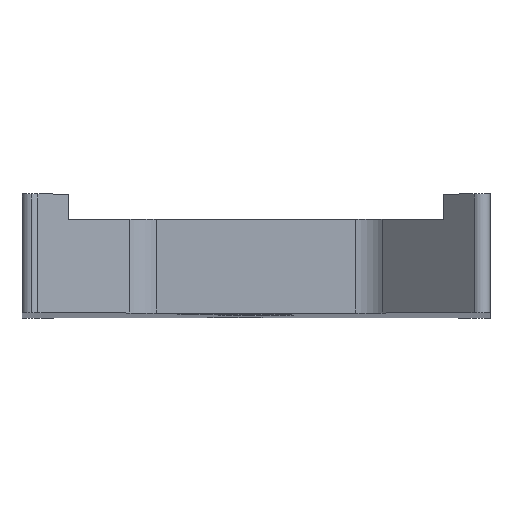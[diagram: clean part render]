
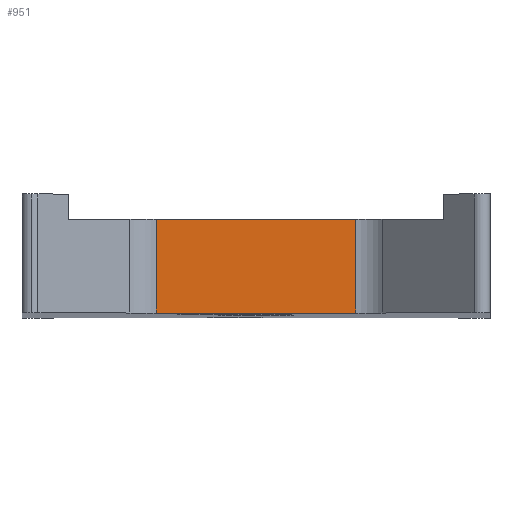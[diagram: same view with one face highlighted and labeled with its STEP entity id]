
A CAD part, top view. The second image highlights one B-rep face of the part: STEP entity #951.
In plain terms, the highlighted planar face has unit normal (0, 0, 1).
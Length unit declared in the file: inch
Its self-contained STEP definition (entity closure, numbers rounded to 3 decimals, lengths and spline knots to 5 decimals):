
#24 = ORIENTED_EDGE ( 'NONE', *, *, #487, .F. ) ;
#86 = ORIENTED_EDGE ( 'NONE', *, *, #775, .T. ) ;
#97 = CARTESIAN_POINT ( 'NONE',  ( 0.28262, 0., 8.81102 ) ) ;
#104 = CARTESIAN_POINT ( 'NONE',  ( 0., 0.19685, 8.81102 ) ) ;
#135 = CARTESIAN_POINT ( 'NONE',  ( 0., 0., 8.81102 ) ) ;
#152 = CARTESIAN_POINT ( 'NONE',  ( 0.28262, 0.19685, 8.81102 ) ) ;
#159 = EDGE_CURVE ( 'NONE', #650, #770, #212, .T. ) ;
#168 = DIRECTION ( 'NONE',  ( 0., -1., 0. ) ) ;
#199 = LINE ( 'NONE', #104, #881 ) ;
#203 = VERTEX_POINT ( 'NONE', #588 ) ;
#211 = ORIENTED_EDGE ( 'NONE', *, *, #159, .T. ) ;
#212 = LINE ( 'NONE', #660, #717 ) ;
#213 = DIRECTION ( 'NONE',  ( 1., 0., 0. ) ) ;
#250 = VECTOR ( 'NONE', #456, 39.37008 ) ;
#266 = ORIENTED_EDGE ( 'NONE', *, *, #903, .F. ) ;
#388 = LINE ( 'NONE', #701, #998 ) ;
#456 = DIRECTION ( 'NONE',  ( -1., 0., 0. ) ) ;
#457 = PLANE ( 'NONE',  #462 ) ;
#462 = AXIS2_PLACEMENT_3D ( 'NONE', #619, #1009, #213 ) ;
#470 = CARTESIAN_POINT ( 'NONE',  ( 0.70164, 0., 8.81102 ) ) ;
#487 = EDGE_CURVE ( 'NONE', #1045, #770, #1035, .T. ) ;
#588 = CARTESIAN_POINT ( 'NONE',  ( 0.70164, 0.19685, 8.81102 ) ) ;
#602 = DIRECTION ( 'NONE',  ( -1., 0., 0. ) ) ;
#619 = CARTESIAN_POINT ( 'NONE',  ( 0., 6.70177, 8.81102 ) ) ;
#650 = VERTEX_POINT ( 'NONE', #152 ) ;
#660 = CARTESIAN_POINT ( 'NONE',  ( 0.28262, 6.70177, 8.81102 ) ) ;
#701 = CARTESIAN_POINT ( 'NONE',  ( 0.70164, 6.70177, 8.81102 ) ) ;
#717 = VECTOR ( 'NONE', #168, 39.37008 ) ;
#751 = EDGE_LOOP ( 'NONE', ( #266, #86, #211, #24 ) ) ;
#770 = VERTEX_POINT ( 'NONE', #97 ) ;
#775 = EDGE_CURVE ( 'NONE', #203, #650, #199, .T. ) ;
#811 = FACE_OUTER_BOUND ( 'NONE', #751, .T. ) ;
#881 = VECTOR ( 'NONE', #602, 39.37008 ) ;
#903 = EDGE_CURVE ( 'NONE', #203, #1045, #388, .T. ) ;
#951 = ADVANCED_FACE ( 'NONE', ( #811 ), #457, .T. ) ;
#998 = VECTOR ( 'NONE', #1011, 39.37008 ) ;
#1009 = DIRECTION ( 'NONE',  ( 0., 0., 1. ) ) ;
#1011 = DIRECTION ( 'NONE',  ( 0., -1., 0. ) ) ;
#1035 = LINE ( 'NONE', #135, #250 ) ;
#1045 = VERTEX_POINT ( 'NONE', #470 ) ;
